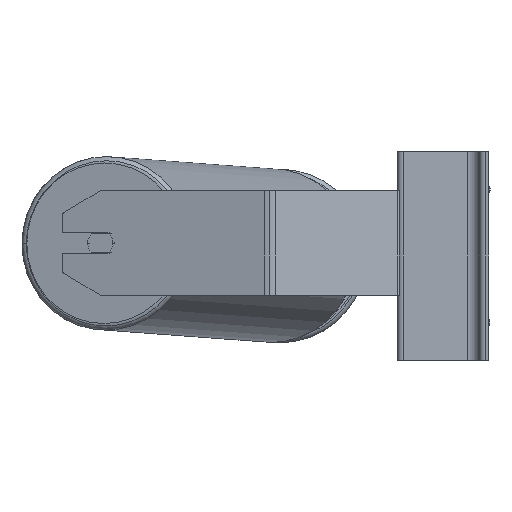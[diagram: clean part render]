
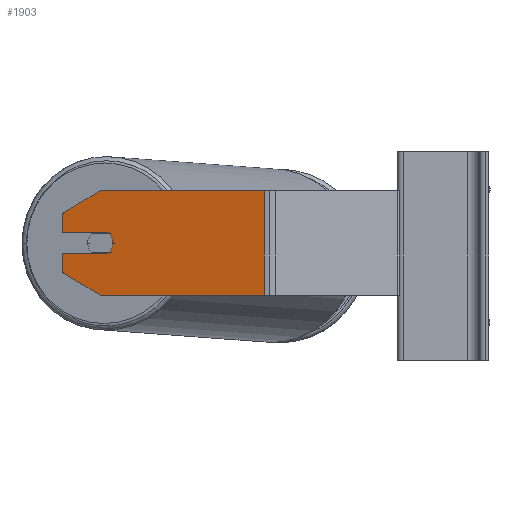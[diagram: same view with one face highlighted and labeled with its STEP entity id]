
A CAD part, left-side view. The second image highlights one B-rep face of the part: STEP entity #1903.
In plain terms, the highlighted planar face has unit normal (-0.966, 0.259, 0).
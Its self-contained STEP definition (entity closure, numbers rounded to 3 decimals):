
#120 = VECTOR ( 'NONE', #7067, 1000. ) ;
#130 = DIRECTION ( 'NONE',  ( -0.259, -0.966, 0. ) ) ;
#147 = VECTOR ( 'NONE', #5722, 1000. ) ;
#711 = LINE ( 'NONE', #2266, #1559 ) ;
#816 = EDGE_CURVE ( 'NONE', #1254, #2478, #5127, .T. ) ;
#952 = ORIENTED_EDGE ( 'NONE', *, *, #1026, .T. ) ;
#958 = CARTESIAN_POINT ( 'NONE',  ( -779.54, 238.479, -30. ) ) ;
#1026 = EDGE_CURVE ( 'NONE', #5505, #5474, #10463, .T. ) ;
#1181 = EDGE_CURVE ( 'NONE', #5257, #5505, #3133, .T. ) ;
#1254 = VERTEX_POINT ( 'NONE', #6781 ) ;
#1418 = EDGE_CURVE ( 'NONE', #9574, #7872, #5328, .T. ) ;
#1559 = VECTOR ( 'NONE', #5713, 1000. ) ;
#1598 = EDGE_CURVE ( 'NONE', #5474, #2719, #9198, .T. ) ;
#1706 = ORIENTED_EDGE ( 'NONE', *, *, #6811, .F. ) ;
#1770 = VERTEX_POINT ( 'NONE', #6071 ) ;
#1817 = CARTESIAN_POINT ( 'NONE',  ( -771.775, 267.457, -30. ) ) ;
#1903 = ADVANCED_FACE ( 'NONE', ( #4822 ), #5787, .F. ) ;
#2266 = CARTESIAN_POINT ( 'NONE',  ( -771.775, 267.457, 32.679 ) ) ;
#2401 = CARTESIAN_POINT ( 'NONE',  ( -781.093, 232.684, 2. ) ) ;
#2478 = VERTEX_POINT ( 'NONE', #9608 ) ;
#2568 = AXIS2_PLACEMENT_3D ( 'NONE', #3257, #9068, #4971 ) ;
#2599 = CARTESIAN_POINT ( 'NONE',  ( -771.775, 267.457, 50. ) ) ;
#2677 = EDGE_CURVE ( 'NONE', #1770, #7872, #5228, .T. ) ;
#2687 = CARTESIAN_POINT ( 'NONE',  ( -771.775, 267.457, 2. ) ) ;
#2719 = VERTEX_POINT ( 'NONE', #9320 ) ;
#2811 = EDGE_CURVE ( 'NONE', #1254, #9574, #711, .T. ) ;
#2882 = EDGE_LOOP ( 'NONE', ( #8199, #952, #7324, #5855, #8339, #3868, #10592, #4942, #1706, #6891, #6950 ) ) ;
#2883 = DIRECTION ( 'NONE',  ( -0.259, -0.966, 0. ) ) ;
#3133 = LINE ( 'NONE', #9816, #147 ) ;
#3257 = CARTESIAN_POINT ( 'NONE',  ( -771.775, 267.457, 50. ) ) ;
#3542 = VECTOR ( 'NONE', #4019, 1000. ) ;
#3868 = ORIENTED_EDGE ( 'NONE', *, *, #2811, .T. ) ;
#4019 = DIRECTION ( 'NONE',  ( 0., 0., -1. ) ) ;
#4023 = AXIS2_PLACEMENT_3D ( 'NONE', #6932, #10228, #6769 ) ;
#4513 = EDGE_CURVE ( 'NONE', #8665, #8560, #9499, .T. ) ;
#4611 = CARTESIAN_POINT ( 'NONE',  ( -782.128, 228.82, 10. ) ) ;
#4815 = CARTESIAN_POINT ( 'NONE',  ( -813.208, 112.826, 50. ) ) ;
#4822 = FACE_OUTER_BOUND ( 'NONE', #2882, .T. ) ;
#4942 = ORIENTED_EDGE ( 'NONE', *, *, #2677, .F. ) ;
#4971 = DIRECTION ( 'NONE',  ( 0.259, 0.966, 0. ) ) ;
#4998 = VECTOR ( 'NONE', #7852, 1000. ) ;
#5055 = CARTESIAN_POINT ( 'NONE',  ( -771.775, 267.457, -12.679 ) ) ;
#5127 = LINE ( 'NONE', #2599, #5989 ) ;
#5228 = LINE ( 'NONE', #8502, #4998 ) ;
#5257 = VERTEX_POINT ( 'NONE', #2687 ) ;
#5306 = VECTOR ( 'NONE', #5341, 1000. ) ;
#5328 = LINE ( 'NONE', #6314, #10302 ) ;
#5341 = DIRECTION ( 'NONE',  ( -0.224, -0.837, -0.5 ) ) ;
#5381 = CIRCLE ( 'NONE', #4023, 10. ) ;
#5474 = VERTEX_POINT ( 'NONE', #958 ) ;
#5485 = VECTOR ( 'NONE', #9252, 1000. ) ;
#5505 = VERTEX_POINT ( 'NONE', #5055 ) ;
#5713 = DIRECTION ( 'NONE',  ( 0.224, 0.837, -0.5 ) ) ;
#5722 = DIRECTION ( 'NONE',  ( 0., 0., -1. ) ) ;
#5787 = PLANE ( 'NONE',  #2568 ) ;
#5855 = ORIENTED_EDGE ( 'NONE', *, *, #9134, .F. ) ;
#5989 = VECTOR ( 'NONE', #130, 1000. ) ;
#6071 = CARTESIAN_POINT ( 'NONE',  ( -781.093, 232.684, 18. ) ) ;
#6314 = CARTESIAN_POINT ( 'NONE',  ( -771.775, 267.457, 50. ) ) ;
#6769 = DIRECTION ( 'NONE',  ( -0.259, -0.966, 0. ) ) ;
#6781 = CARTESIAN_POINT ( 'NONE',  ( -779.54, 238.479, 50. ) ) ;
#6811 = EDGE_CURVE ( 'NONE', #8560, #1770, #5381, .T. ) ;
#6891 = ORIENTED_EDGE ( 'NONE', *, *, #4513, .F. ) ;
#6932 = CARTESIAN_POINT ( 'NONE',  ( -779.54, 238.479, 10. ) ) ;
#6950 = ORIENTED_EDGE ( 'NONE', *, *, #10140, .F. ) ;
#6954 = CARTESIAN_POINT ( 'NONE',  ( -779.54, 238.479, -30. ) ) ;
#6968 = DIRECTION ( 'NONE',  ( -0.966, 0.259, 0. ) ) ;
#7067 = DIRECTION ( 'NONE',  ( -0.259, -0.966, 0. ) ) ;
#7324 = ORIENTED_EDGE ( 'NONE', *, *, #1598, .T. ) ;
#7758 = CARTESIAN_POINT ( 'NONE',  ( -771.775, 267.457, 18. ) ) ;
#7852 = DIRECTION ( 'NONE',  ( 0.259, 0.966, 0. ) ) ;
#7872 = VERTEX_POINT ( 'NONE', #7758 ) ;
#7989 = CARTESIAN_POINT ( 'NONE',  ( -779.54, 238.479, 10. ) ) ;
#8199 = ORIENTED_EDGE ( 'NONE', *, *, #1181, .T. ) ;
#8339 = ORIENTED_EDGE ( 'NONE', *, *, #816, .F. ) ;
#8502 = CARTESIAN_POINT ( 'NONE',  ( -771.775, 267.457, 18. ) ) ;
#8560 = VERTEX_POINT ( 'NONE', #4611 ) ;
#8665 = VERTEX_POINT ( 'NONE', #2401 ) ;
#8683 = LINE ( 'NONE', #10110, #120 ) ;
#9068 = DIRECTION ( 'NONE',  ( 0.966, -0.259, 0. ) ) ;
#9134 = EDGE_CURVE ( 'NONE', #2478, #2719, #9719, .T. ) ;
#9198 = LINE ( 'NONE', #1817, #5485 ) ;
#9252 = DIRECTION ( 'NONE',  ( -0.259, -0.966, 0. ) ) ;
#9320 = CARTESIAN_POINT ( 'NONE',  ( -813.208, 112.826, -30. ) ) ;
#9499 = CIRCLE ( 'NONE', #10360, 10. ) ;
#9574 = VERTEX_POINT ( 'NONE', #10456 ) ;
#9591 = DIRECTION ( 'NONE',  ( 0., 0., -1. ) ) ;
#9608 = CARTESIAN_POINT ( 'NONE',  ( -813.208, 112.826, 50. ) ) ;
#9719 = LINE ( 'NONE', #4815, #3542 ) ;
#9816 = CARTESIAN_POINT ( 'NONE',  ( -771.775, 267.457, 50. ) ) ;
#10110 = CARTESIAN_POINT ( 'NONE',  ( -771.775, 267.457, 2. ) ) ;
#10140 = EDGE_CURVE ( 'NONE', #5257, #8665, #8683, .T. ) ;
#10228 = DIRECTION ( 'NONE',  ( -0.966, 0.259, 0. ) ) ;
#10302 = VECTOR ( 'NONE', #9591, 1000. ) ;
#10360 = AXIS2_PLACEMENT_3D ( 'NONE', #7989, #6968, #2883 ) ;
#10456 = CARTESIAN_POINT ( 'NONE',  ( -771.775, 267.457, 32.679 ) ) ;
#10463 = LINE ( 'NONE', #6954, #5306 ) ;
#10592 = ORIENTED_EDGE ( 'NONE', *, *, #1418, .T. ) ;
